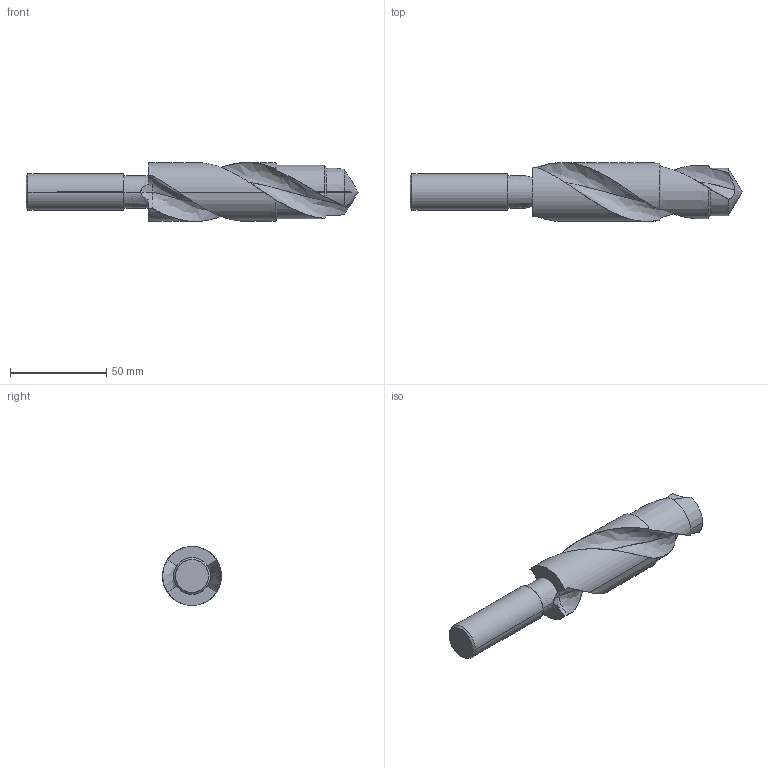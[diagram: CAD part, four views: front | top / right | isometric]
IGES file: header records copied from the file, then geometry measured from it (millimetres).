
Start section: SolidWorks IGES file using analytic representation for surfaces
Global section: file name: CT-16-S3RO-HSS.IGS; native system: SolidWorks 2014; preprocessor: SolidWorks 2014; author: Martin; date: 170728.092651; units: inch
Bounding box: 172.22 x 30.57 x 30.57 mm (x, y, z)
Surface area: 15398.3 mm2 (no closed solid volume)
Topology: 0 solids, 0 shells, 34 faces, 743 edges, 741 vertices
Faces by surface type: revolution 22, bspline 12
